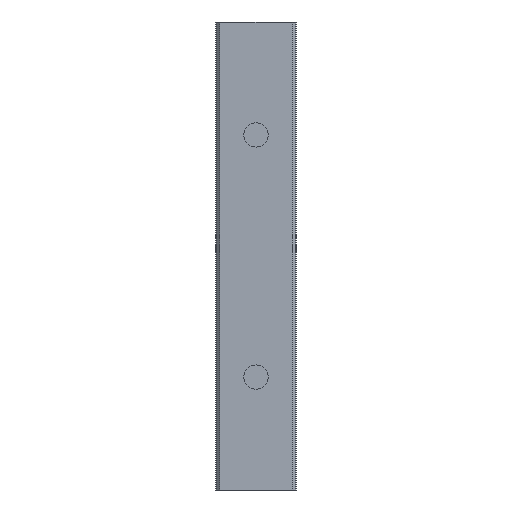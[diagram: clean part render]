
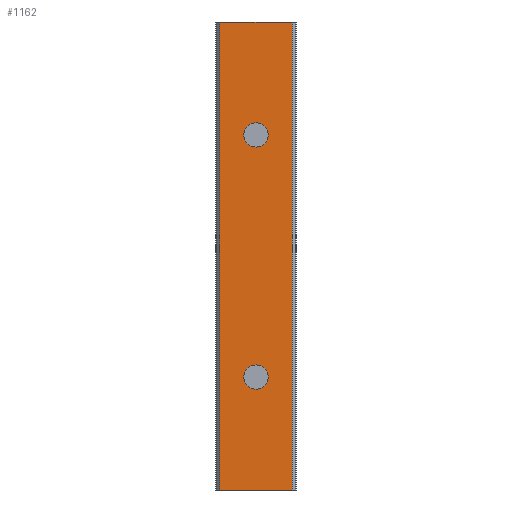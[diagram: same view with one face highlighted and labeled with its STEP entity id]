
A CAD part, front view. The second image highlights one B-rep face of the part: STEP entity #1162.
In plain terms, the highlighted planar face has unit normal (0, -1, 0).
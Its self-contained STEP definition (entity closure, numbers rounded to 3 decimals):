
#3 = AXIS2_PLACEMENT_3D ( 'NONE', #2129, #2131, #2132 ) ;
#6 = EDGE_CURVE ( 'NONE', #2019, #2012, #873, .T. ) ;
#36 = EDGE_CURVE ( 'NONE', #2029, #2021, #141, .T. ) ;
#37 = EDGE_CURVE ( 'NONE', #2038, #2027, #138, .T. ) ;
#38 = EDGE_CURVE ( 'NONE', #2029, #2038, #137, .T. ) ;
#41 = EDGE_CURVE ( 'NONE', #2021, #2027, #147, .T. ) ;
#44 = EDGE_CURVE ( 'NONE', #2013, #2007, #157, .T. ) ;
#137 = LINE ( 'NONE', #2200, #145 ) ;
#138 = LINE ( 'NONE', #2196, #143 ) ;
#141 = LINE ( 'NONE', #2198, #142 ) ;
#142 = VECTOR ( 'NONE', #2199, 1000. ) ;
#143 = VECTOR ( 'NONE', #2201, 1000. ) ;
#145 = VECTOR ( 'NONE', #2203, 1000. ) ;
#146 = VECTOR ( 'NONE', #2212, 1000. ) ;
#147 = LINE ( 'NONE', #2211, #146 ) ;
#157 = CIRCLE ( 'NONE', #960, 3. ) ;
#329 = CIRCLE ( 'NONE', #1004, 3. ) ;
#350 = CIRCLE ( 'NONE', #1010, 3. ) ;
#399 = FACE_OUTER_BOUND ( 'NONE', #1947, .T. ) ;
#401 = FACE_BOUND ( 'NONE', #1787, .T. ) ;
#406 = FACE_BOUND ( 'NONE', #1916, .T. ) ;
#702 = ORIENTED_EDGE ( 'NONE', *, *, #6, .T. ) ;
#703 = ORIENTED_EDGE ( 'NONE', *, *, #38, .T. ) ;
#706 = ORIENTED_EDGE ( 'NONE', *, *, #44, .T. ) ;
#717 = ORIENTED_EDGE ( 'NONE', *, *, #935, .T. ) ;
#718 = ORIENTED_EDGE ( 'NONE', *, *, #37, .T. ) ;
#731 = ORIENTED_EDGE ( 'NONE', *, *, #948, .T. ) ;
#732 = ORIENTED_EDGE ( 'NONE', *, *, #41, .F. ) ;
#738 = ORIENTED_EDGE ( 'NONE', *, *, #36, .F. ) ;
#873 = CIRCLE ( 'NONE', #3, 3. ) ;
#935 = EDGE_CURVE ( 'NONE', #2012, #2019, #329, .T. ) ;
#948 = EDGE_CURVE ( 'NONE', #2007, #2013, #350, .T. ) ;
#960 = AXIS2_PLACEMENT_3D ( 'NONE', #2204, #2217, #2218 ) ;
#1004 = AXIS2_PLACEMENT_3D ( 'NONE', #1829, #1834, #1833 ) ;
#1010 = AXIS2_PLACEMENT_3D ( 'NONE', #1225, #1232, #1233 ) ;
#1042 = AXIS2_PLACEMENT_3D ( 'NONE', #1327, #1328, #1329 ) ;
#1162 = ADVANCED_FACE ( 'NONE', ( #401, #399, #406 ), #1326, .T. ) ;
#1225 = CARTESIAN_POINT ( 'NONE',  ( 0., 0., -28. ) ) ;
#1232 = DIRECTION ( 'NONE',  ( 0., 1., 0. ) ) ;
#1233 = DIRECTION ( 'NONE',  ( 0., 0., 1. ) ) ;
#1326 = PLANE ( 'NONE',  #1042 ) ;
#1327 = CARTESIAN_POINT ( 'NONE',  ( 9., 0., -116. ) ) ;
#1328 = DIRECTION ( 'NONE',  ( 0., -1., 0. ) ) ;
#1329 = DIRECTION ( 'NONE',  ( 1., 0., 0. ) ) ;
#1581 = CARTESIAN_POINT ( 'NONE',  ( 0., 0., -31. ) ) ;
#1586 = CARTESIAN_POINT ( 'NONE',  ( 0., 0., -91. ) ) ;
#1587 = CARTESIAN_POINT ( 'NONE',  ( 0., 0., -25. ) ) ;
#1593 = CARTESIAN_POINT ( 'NONE',  ( 0., 0., -85. ) ) ;
#1595 = CARTESIAN_POINT ( 'NONE',  ( -9., 0., 0. ) ) ;
#1601 = CARTESIAN_POINT ( 'NONE',  ( 9., 0., 0. ) ) ;
#1603 = CARTESIAN_POINT ( 'NONE',  ( -9., 0., -116. ) ) ;
#1612 = CARTESIAN_POINT ( 'NONE',  ( 9., 0., -116. ) ) ;
#1787 = EDGE_LOOP ( 'NONE', ( #706, #731 ) ) ;
#1829 = CARTESIAN_POINT ( 'NONE',  ( 0., 0., -88. ) ) ;
#1833 = DIRECTION ( 'NONE',  ( 0., 0., 1. ) ) ;
#1834 = DIRECTION ( 'NONE',  ( 0., 1., 0. ) ) ;
#1916 = EDGE_LOOP ( 'NONE', ( #702, #717 ) ) ;
#1947 = EDGE_LOOP ( 'NONE', ( #732, #738, #703, #718 ) ) ;
#2007 = VERTEX_POINT ( 'NONE', #1581 ) ;
#2012 = VERTEX_POINT ( 'NONE', #1586 ) ;
#2013 = VERTEX_POINT ( 'NONE', #1587 ) ;
#2019 = VERTEX_POINT ( 'NONE', #1593 ) ;
#2021 = VERTEX_POINT ( 'NONE', #1595 ) ;
#2027 = VERTEX_POINT ( 'NONE', #1601 ) ;
#2029 = VERTEX_POINT ( 'NONE', #1603 ) ;
#2038 = VERTEX_POINT ( 'NONE', #1612 ) ;
#2129 = CARTESIAN_POINT ( 'NONE',  ( 0., 0., -88. ) ) ;
#2131 = DIRECTION ( 'NONE',  ( 0., 1., 0. ) ) ;
#2132 = DIRECTION ( 'NONE',  ( 0., 0., 1. ) ) ;
#2196 = CARTESIAN_POINT ( 'NONE',  ( 9., 0., -116. ) ) ;
#2198 = CARTESIAN_POINT ( 'NONE',  ( -9., 0., -116. ) ) ;
#2199 = DIRECTION ( 'NONE',  ( 0., 0., 1. ) ) ;
#2200 = CARTESIAN_POINT ( 'NONE',  ( 9., 0., -116. ) ) ;
#2201 = DIRECTION ( 'NONE',  ( 0., 0., 1. ) ) ;
#2203 = DIRECTION ( 'NONE',  ( 1., 0., 0. ) ) ;
#2204 = CARTESIAN_POINT ( 'NONE',  ( 0., 0., -28. ) ) ;
#2211 = CARTESIAN_POINT ( 'NONE',  ( 9., 0., 0. ) ) ;
#2212 = DIRECTION ( 'NONE',  ( 1., 0., 0. ) ) ;
#2217 = DIRECTION ( 'NONE',  ( 0., 1., 0. ) ) ;
#2218 = DIRECTION ( 'NONE',  ( 0., 0., 1. ) ) ;
